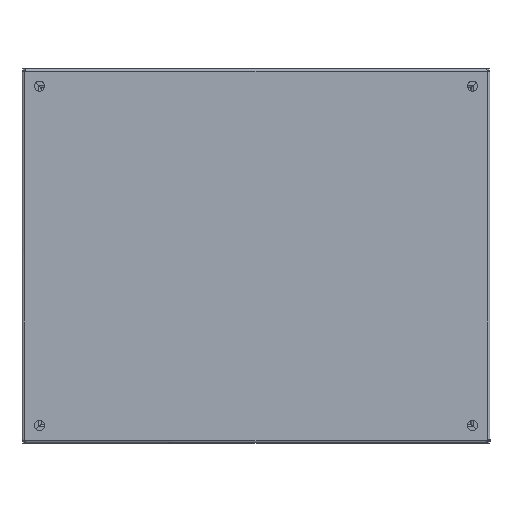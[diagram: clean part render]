
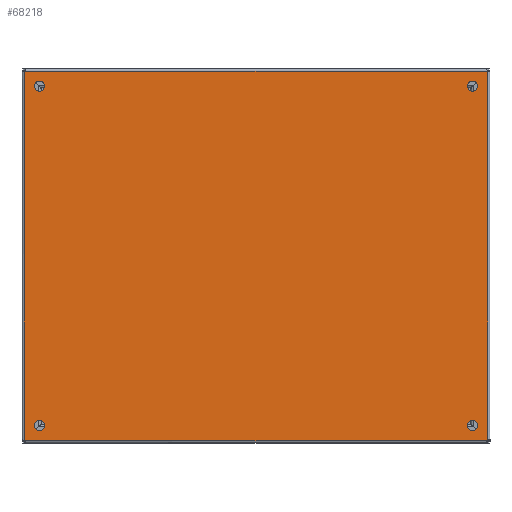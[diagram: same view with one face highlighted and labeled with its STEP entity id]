
A CAD part, top view. The second image highlights one B-rep face of the part: STEP entity #68218.
In plain terms, the highlighted planar face has unit normal (0, 0, 1).
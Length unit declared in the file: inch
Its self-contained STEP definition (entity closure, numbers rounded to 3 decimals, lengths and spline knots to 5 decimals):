
#532 = EDGE_LOOP ( 'NONE', ( #66202 ) ) ;
#1843 = CARTESIAN_POINT ( 'NONE',  ( 19.75777, 15.76975, 8.9175 ) ) ;
#1869 = AXIS2_PLACEMENT_3D ( 'NONE', #32934, #65518, #27436 ) ;
#2143 = DIRECTION ( 'NONE',  ( 0., 0., -1. ) ) ;
#3151 = EDGE_CURVE ( 'NONE', #46196, #46196, #7637, .T. ) ;
#3833 = FACE_OUTER_BOUND ( 'NONE', #57509, .T. ) ;
#3949 = EDGE_CURVE ( 'NONE', #12604, #18482, #76098, .T. ) ;
#4354 = AXIS2_PLACEMENT_3D ( 'NONE', #28567, #23336, #22798 ) ;
#5926 = ORIENTED_EDGE ( 'NONE', *, *, #59804, .F. ) ;
#6519 = DIRECTION ( 'NONE',  ( 0., 0., -1. ) ) ;
#6578 = EDGE_CURVE ( 'NONE', #69804, #50355, #80286, .T. ) ;
#6628 = ORIENTED_EDGE ( 'NONE', *, *, #81191, .F. ) ;
#7039 = DIRECTION ( 'NONE',  ( 0., 0., -1. ) ) ;
#7273 = AXIS2_PLACEMENT_3D ( 'NONE', #44066, #12364, #11830 ) ;
#7637 = CIRCLE ( 'NONE', #48087, 0.21875 ) ;
#8716 = CIRCLE ( 'NONE', #13119, 0.21875 ) ;
#11830 = DIRECTION ( 'NONE',  ( 1., 0., 0. ) ) ;
#12364 = DIRECTION ( 'NONE',  ( 0., 0., -1. ) ) ;
#12604 = VERTEX_POINT ( 'NONE', #73699 ) ;
#13119 = AXIS2_PLACEMENT_3D ( 'NONE', #38278, #7039, #51224 ) ;
#15775 = FACE_BOUND ( 'NONE', #532, .T. ) ;
#18482 = VERTEX_POINT ( 'NONE', #57694 ) ;
#18993 = ORIENTED_EDGE ( 'NONE', *, *, #3949, .T. ) ;
#19375 = CARTESIAN_POINT ( 'NONE',  ( -0.00777, 15.76975, 8.9175 ) ) ;
#19971 = ORIENTED_EDGE ( 'NONE', *, *, #6578, .F. ) ;
#21085 = VERTEX_POINT ( 'NONE', #50876 ) ;
#21491 = DIRECTION ( 'NONE',  ( 0., 0., -1. ) ) ;
#22480 = CARTESIAN_POINT ( 'NONE',  ( 19.76975, 7.875, 8.9175 ) ) ;
#22716 = FACE_BOUND ( 'NONE', #41760, .T. ) ;
#22798 = DIRECTION ( 'NONE',  ( 1., 0., 0. ) ) ;
#23308 = DIRECTION ( 'NONE',  ( 0., -1., 0. ) ) ;
#23336 = DIRECTION ( 'NONE',  ( 0., 0., -1. ) ) ;
#24188 = CARTESIAN_POINT ( 'NONE',  ( -0.01975, 15.75777, 8.9175 ) ) ;
#24520 = VERTEX_POINT ( 'NONE', #80453 ) ;
#25436 = ORIENTED_EDGE ( 'NONE', *, *, #32397, .T. ) ;
#27133 = CARTESIAN_POINT ( 'NONE',  ( 19.125, 0.625, 8.9175 ) ) ;
#27436 = DIRECTION ( 'NONE',  ( -1., 0., 0. ) ) ;
#28567 = CARTESIAN_POINT ( 'NONE',  ( 19.81289, -0.06289, 8.9175 ) ) ;
#30677 = CIRCLE ( 'NONE', #69025, 0.21875 ) ;
#30846 = CARTESIAN_POINT ( 'NONE',  ( -0.06289, 15.81289, 8.9175 ) ) ;
#30923 = DIRECTION ( 'NONE',  ( -1., 0., 0. ) ) ;
#32397 = EDGE_CURVE ( 'NONE', #24520, #24520, #79609, .T. ) ;
#32934 = CARTESIAN_POINT ( 'NONE',  ( 19.125, 15.125, 8.9175 ) ) ;
#34007 = CARTESIAN_POINT ( 'NONE',  ( -0.00777, -0.01975, 8.9175 ) ) ;
#36377 = EDGE_CURVE ( 'NONE', #12604, #75774, #49941, .T. ) ;
#37933 = CARTESIAN_POINT ( 'NONE',  ( 0.625, 0.625, 8.9175 ) ) ;
#38062 = VERTEX_POINT ( 'NONE', #45682 ) ;
#38128 = ORIENTED_EDGE ( 'NONE', *, *, #36377, .F. ) ;
#38278 = CARTESIAN_POINT ( 'NONE',  ( 0.625, 15.125, 8.9175 ) ) ;
#39152 = VERTEX_POINT ( 'NONE', #19375 ) ;
#39497 = DIRECTION ( 'NONE',  ( -1., 0., 0. ) ) ;
#39502 = EDGE_CURVE ( 'NONE', #39152, #50355, #56967, .T. ) ;
#41760 = EDGE_LOOP ( 'NONE', ( #25436 ) ) ;
#42679 = ORIENTED_EDGE ( 'NONE', *, *, #62880, .T. ) ;
#43078 = VECTOR ( 'NONE', #56247, 39.37008 ) ;
#44066 = CARTESIAN_POINT ( 'NONE',  ( 19.81289, 15.81289, 8.9175 ) ) ;
#44348 = LINE ( 'NONE', #22480, #73121 ) ;
#44815 = DIRECTION ( 'NONE',  ( 1., 0., 0. ) ) ;
#44895 = DIRECTION ( 'NONE',  ( 0., 1., 0. ) ) ;
#45355 = CIRCLE ( 'NONE', #7273, 0.07 ) ;
#45382 = FACE_BOUND ( 'NONE', #63211, .T. ) ;
#45682 = CARTESIAN_POINT ( 'NONE',  ( 0.40625, 15.125, 8.9175 ) ) ;
#46196 = VERTEX_POINT ( 'NONE', #49935 ) ;
#47278 = CARTESIAN_POINT ( 'NONE',  ( -0.01975, -0.00777, 8.9175 ) ) ;
#48087 = AXIS2_PLACEMENT_3D ( 'NONE', #37933, #58316, #30923 ) ;
#48786 = ORIENTED_EDGE ( 'NONE', *, *, #66890, .T. ) ;
#49935 = CARTESIAN_POINT ( 'NONE',  ( 0.40625, 0.625, 8.9175 ) ) ;
#49941 = LINE ( 'NONE', #63182, #43078 ) ;
#50355 = VERTEX_POINT ( 'NONE', #24188 ) ;
#50467 = LINE ( 'NONE', #69186, #60395 ) ;
#50876 = CARTESIAN_POINT ( 'NONE',  ( 19.76975, 15.75777, 8.9175 ) ) ;
#51224 = DIRECTION ( 'NONE',  ( -1., 0., 0. ) ) ;
#52001 = AXIS2_PLACEMENT_3D ( 'NONE', #30846, #54826, #80706 ) ;
#53916 = EDGE_CURVE ( 'NONE', #54909, #54909, #30677, .T. ) ;
#54826 = DIRECTION ( 'NONE',  ( 0., 0., -1. ) ) ;
#54909 = VERTEX_POINT ( 'NONE', #75935 ) ;
#55044 = ORIENTED_EDGE ( 'NONE', *, *, #53916, .T. ) ;
#56247 = DIRECTION ( 'NONE',  ( -1., 0., 0. ) ) ;
#56253 = VERTEX_POINT ( 'NONE', #1843 ) ;
#56488 = DIRECTION ( 'NONE',  ( 1., 0., 0. ) ) ;
#56732 = CARTESIAN_POINT ( 'NONE',  ( -0.01975, 7.875, 8.9175 ) ) ;
#56967 = CIRCLE ( 'NONE', #52001, 0.07 ) ;
#57023 = CARTESIAN_POINT ( 'NONE',  ( -0.06289, -0.06289, 8.9175 ) ) ;
#57509 = EDGE_LOOP ( 'NONE', ( #18993, #6628, #78249, #5926, #58421, #19971, #48786, #38128 ) ) ;
#57694 = CARTESIAN_POINT ( 'NONE',  ( 19.76975, -0.00777, 8.9175 ) ) ;
#58316 = DIRECTION ( 'NONE',  ( 0., 0., -1. ) ) ;
#58421 = ORIENTED_EDGE ( 'NONE', *, *, #39502, .T. ) ;
#59263 = CARTESIAN_POINT ( 'NONE',  ( 9.875, 7.875, 8.9175 ) ) ;
#59804 = EDGE_CURVE ( 'NONE', #39152, #56253, #50467, .T. ) ;
#60395 = VECTOR ( 'NONE', #44815, 39.37008 ) ;
#61727 = AXIS2_PLACEMENT_3D ( 'NONE', #59263, #21491, #77893 ) ;
#62173 = FACE_BOUND ( 'NONE', #68453, .T. ) ;
#62844 = EDGE_CURVE ( 'NONE', #21085, #56253, #45355, .T. ) ;
#62880 = EDGE_CURVE ( 'NONE', #38062, #38062, #8716, .T. ) ;
#63182 = CARTESIAN_POINT ( 'NONE',  ( 9.875, -0.01975, 8.9175 ) ) ;
#63211 = EDGE_LOOP ( 'NONE', ( #55044 ) ) ;
#63326 = VECTOR ( 'NONE', #44895, 39.37008 ) ;
#64099 = CIRCLE ( 'NONE', #64326, 0.07 ) ;
#64326 = AXIS2_PLACEMENT_3D ( 'NONE', #57023, #6519, #56488 ) ;
#65518 = DIRECTION ( 'NONE',  ( 0., 0., -1. ) ) ;
#66202 = ORIENTED_EDGE ( 'NONE', *, *, #3151, .T. ) ;
#66890 = EDGE_CURVE ( 'NONE', #69804, #75774, #64099, .T. ) ;
#68218 = ADVANCED_FACE ( 'NONE', ( #62173, #22716, #15775, #45382, #3833 ), #72017, .F. ) ;
#68453 = EDGE_LOOP ( 'NONE', ( #42679 ) ) ;
#69025 = AXIS2_PLACEMENT_3D ( 'NONE', #27133, #2143, #39497 ) ;
#69186 = CARTESIAN_POINT ( 'NONE',  ( 9.875, 15.76975, 8.9175 ) ) ;
#69804 = VERTEX_POINT ( 'NONE', #47278 ) ;
#72017 = PLANE ( 'NONE',  #61727 ) ;
#73121 = VECTOR ( 'NONE', #23308, 39.37008 ) ;
#73699 = CARTESIAN_POINT ( 'NONE',  ( 19.75777, -0.01975, 8.9175 ) ) ;
#75774 = VERTEX_POINT ( 'NONE', #34007 ) ;
#75935 = CARTESIAN_POINT ( 'NONE',  ( 18.90625, 0.625, 8.9175 ) ) ;
#76098 = CIRCLE ( 'NONE', #4354, 0.07 ) ;
#77893 = DIRECTION ( 'NONE',  ( -1., 0., 0. ) ) ;
#78249 = ORIENTED_EDGE ( 'NONE', *, *, #62844, .T. ) ;
#79609 = CIRCLE ( 'NONE', #1869, 0.21875 ) ;
#80286 = LINE ( 'NONE', #56732, #63326 ) ;
#80453 = CARTESIAN_POINT ( 'NONE',  ( 18.90625, 15.125, 8.9175 ) ) ;
#80706 = DIRECTION ( 'NONE',  ( 1., 0., 0. ) ) ;
#81191 = EDGE_CURVE ( 'NONE', #21085, #18482, #44348, .T. ) ;
